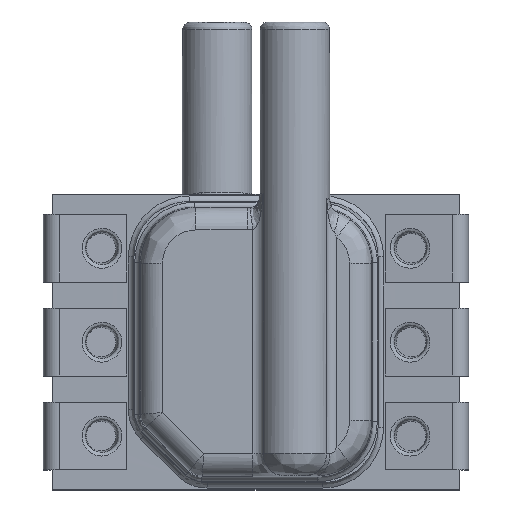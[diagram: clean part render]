
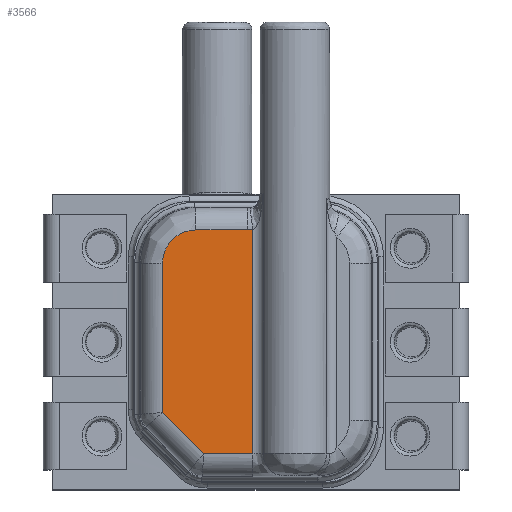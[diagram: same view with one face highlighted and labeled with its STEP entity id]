
A CAD part, top view. The second image highlights one B-rep face of the part: STEP entity #3566.
In plain terms, the highlighted planar face has unit normal (0, 0, 1).
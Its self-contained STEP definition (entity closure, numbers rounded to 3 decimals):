
#129 = ORIENTED_EDGE ( 'NONE', *, *, #11312, .F. ) ;
#403 = ORIENTED_EDGE ( 'NONE', *, *, #12809, .F. ) ;
#560 = VERTEX_POINT ( 'NONE', #886 ) ;
#886 = CARTESIAN_POINT ( 'NONE',  ( 31.026, -33.085, 2.36 ) ) ;
#1116 = CARTESIAN_POINT ( 'NONE',  ( 31.026, -34.412, 2.36 ) ) ;
#2140 = VERTEX_POINT ( 'NONE', #19876 ) ;
#2385 = DIRECTION ( 'NONE',  ( -1., 0., 0. ) ) ;
#3049 = EDGE_LOOP ( 'NONE', ( #10111, #403, #22571, #4188, #20905, #129, #22333 ) ) ;
#3435 = DIRECTION ( 'NONE',  ( 0., -1., 0. ) ) ;
#3566 = ADVANCED_FACE ( 'NONE', ( #7839 ), #9871, .T. ) ;
#3736 = LINE ( 'NONE', #13446, #18969 ) ;
#4188 = ORIENTED_EDGE ( 'NONE', *, *, #20847, .F. ) ;
#5084 = CARTESIAN_POINT ( 'NONE',  ( 24.974, -34.626, 2.36 ) ) ;
#5090 = VECTOR ( 'NONE', #3435, 1000. ) ;
#5235 = CARTESIAN_POINT ( 'NONE',  ( 24.997, -34.861, 2.36 ) ) ;
#6590 = DIRECTION ( 'NONE',  ( 0., 0., 1. ) ) ;
#6679 = CARTESIAN_POINT ( 'NONE',  ( 24.974, -34.746, 2.36 ) ) ;
#6746 = CARTESIAN_POINT ( 'NONE',  ( 25.153, -35.179, 2.36 ) ) ;
#7044 = VERTEX_POINT ( 'NONE', #15625 ) ;
#7816 = LINE ( 'NONE', #20764, #5090 ) ;
#7839 = FACE_OUTER_BOUND ( 'NONE', #3049, .T. ) ;
#9315 = CARTESIAN_POINT ( 'NONE',  ( 29.912, -35.526, 2.36 ) ) ;
#9871 = PLANE ( 'NONE',  #21629 ) ;
#9945 = CARTESIAN_POINT ( 'NONE',  ( 24.97, -33.134, 2.36 ) ) ;
#10111 = ORIENTED_EDGE ( 'NONE', *, *, #13814, .T. ) ;
#10246 = CARTESIAN_POINT ( 'NONE',  ( 25.639, -35.503, 2.36 ) ) ;
#10514 = LINE ( 'NONE', #15584, #11581 ) ;
#10985 = CARTESIAN_POINT ( 'NONE',  ( 30.035, -35.526, 2.36 ) ) ;
#11095 = EDGE_CURVE ( 'NONE', #560, #17512, #3736, .T. ) ;
#11300 = CARTESIAN_POINT ( 'NONE',  ( 24.963, -33.085, 2.36 ) ) ;
#11312 = EDGE_CURVE ( 'NONE', #560, #19713, #7816, .T. ) ;
#11581 = VECTOR ( 'NONE', #13850, 1000. ) ;
#11749 = DIRECTION ( 'NONE',  ( 1., 0., 0. ) ) ;
#11911 = DIRECTION ( 'NONE',  ( -1., 0., 0. ) ) ;
#12809 = EDGE_CURVE ( 'NONE', #7044, #17529, #10514, .T. ) ;
#13006 = B_SPLINE_CURVE_WITH_KNOTS ( 'NONE', 3,
 ( #5084, #6679, #5235, #17154, #6746, #18999, #18918, #10246, #20593, #15621 ),
 .UNSPECIFIED., .F., .F.,
 ( 4, 2, 2, 2, 4 ),
 ( 0., 0.25, 0.5, 0.75, 1. ),
 .UNSPECIFIED. ) ;
#13446 = CARTESIAN_POINT ( 'NONE',  ( 27.995, -33.085, 2.36 ) ) ;
#13814 = EDGE_CURVE ( 'NONE', #17512, #17529, #15657, .T. ) ;
#13850 = DIRECTION ( 'NONE',  ( 0., 1., 0. ) ) ;
#14428 = VECTOR ( 'NONE', #14672, 1000. ) ;
#14672 = DIRECTION ( 'NONE',  ( 0.707, 0.707, 0. ) ) ;
#14853 = CARTESIAN_POINT ( 'NONE',  ( 24.974, -33.234, 2.36 ) ) ;
#15584 = CARTESIAN_POINT ( 'NONE',  ( 24.974, -34.654, 2.36 ) ) ;
#15621 = CARTESIAN_POINT ( 'NONE',  ( 25.874, -35.526, 2.36 ) ) ;
#15625 = CARTESIAN_POINT ( 'NONE',  ( 24.974, -34.626, 2.36 ) ) ;
#15657 = B_SPLINE_CURVE_WITH_KNOTS ( 'NONE', 3,
 ( #20344, #9945, #20048, #14853 ),
 .UNSPECIFIED., .F., .F.,
 ( 4, 4 ),
 ( 0., 1. ),
 .UNSPECIFIED. ) ;
#16766 = CARTESIAN_POINT ( 'NONE',  ( 27.995, -34.306, 2.36 ) ) ;
#16901 = LINE ( 'NONE', #10985, #20989 ) ;
#17023 = EDGE_CURVE ( 'NONE', #21869, #19713, #20406, .T. ) ;
#17154 = CARTESIAN_POINT ( 'NONE',  ( 25.088, -35.081, 2.36 ) ) ;
#17512 = VERTEX_POINT ( 'NONE', #11300 ) ;
#17529 = VERTEX_POINT ( 'NONE', #18143 ) ;
#18143 = CARTESIAN_POINT ( 'NONE',  ( 24.974, -33.234, 2.36 ) ) ;
#18918 = CARTESIAN_POINT ( 'NONE',  ( 25.419, -35.412, 2.36 ) ) ;
#18969 = VECTOR ( 'NONE', #11911, 1000. ) ;
#18999 = CARTESIAN_POINT ( 'NONE',  ( 25.321, -35.347, 2.36 ) ) ;
#19713 = VERTEX_POINT ( 'NONE', #1116 ) ;
#19876 = CARTESIAN_POINT ( 'NONE',  ( 25.874, -35.526, 2.36 ) ) ;
#19922 = EDGE_CURVE ( 'NONE', #7044, #2140, #13006, .T. ) ;
#20048 = CARTESIAN_POINT ( 'NONE',  ( 24.974, -33.184, 2.36 ) ) ;
#20344 = CARTESIAN_POINT ( 'NONE',  ( 24.963, -33.085, 2.36 ) ) ;
#20406 = LINE ( 'NONE', #9315, #14428 ) ;
#20593 = CARTESIAN_POINT ( 'NONE',  ( 25.754, -35.526, 2.36 ) ) ;
#20764 = CARTESIAN_POINT ( 'NONE',  ( 31.026, -34.48, 2.36 ) ) ;
#20847 = EDGE_CURVE ( 'NONE', #21869, #2140, #16901, .T. ) ;
#20905 = ORIENTED_EDGE ( 'NONE', *, *, #17023, .T. ) ;
#20989 = VECTOR ( 'NONE', #2385, 1000. ) ;
#21629 = AXIS2_PLACEMENT_3D ( 'NONE', #16766, #6590, #11749 ) ;
#21869 = VERTEX_POINT ( 'NONE', #22397 ) ;
#22333 = ORIENTED_EDGE ( 'NONE', *, *, #11095, .T. ) ;
#22397 = CARTESIAN_POINT ( 'NONE',  ( 29.912, -35.526, 2.36 ) ) ;
#22571 = ORIENTED_EDGE ( 'NONE', *, *, #19922, .T. ) ;
